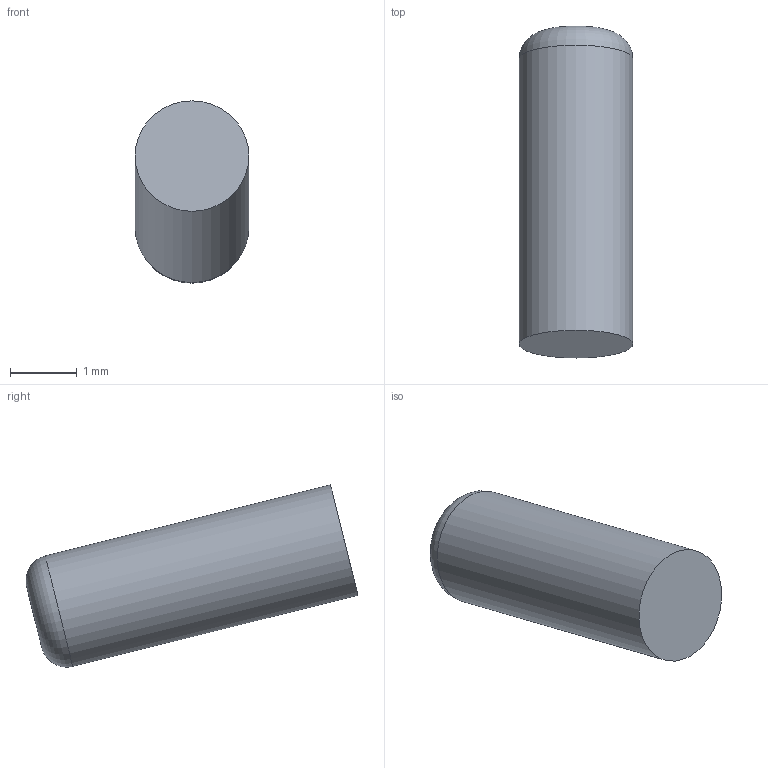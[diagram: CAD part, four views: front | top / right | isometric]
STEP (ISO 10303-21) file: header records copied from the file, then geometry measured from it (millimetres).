
FILE_DESCRIPTION(/* description */ ('G Series - Process Sealed Ultra-Miniature Toggles -actuator-'),/* implementation_level */ '2;1');
FILE_NAME(/* name */ 'G-actuator.ipt.step',/* time_stamp */ '2014-01-01T17:25:09-08:00',/* author */ ('Cadenas PARTsolutions'),/* organization */ ('NKKSWITCHES'),/* preprocessor_version */ 'ST-DEVELOPER v15.2',/* originating_system */ 'Autodesk Inventor 2014',/* authorisation */ '');
FILE_SCHEMA (('AUTOMOTIVE_DESIGN { 1 0 10303 214 3 1 1 }'));
Length unit declared in the file: inch
Products named in the file (1): G-actuator
Bounding box: 1.7 x 4.96 x 2.73 mm (x, y, z)
Volume: 10.7 mm3; surface area: 29.1 mm2
Topology: 1 solids, 1 shells, 4 faces, 5 edges, 3 vertices
Faces by surface type: plane 2, torus 1, cylinder 1
Full cylindrical faces by diameter (mm): 1.702 x1
Entity records: 97 total; most frequent: DIRECTION 16, CARTESIAN_POINT 11, AXIS2_PLACEMENT_3D 8, EDGE_LOOP 6, ORIENTED_EDGE 6, FACE_OUTER_BOUND 4, ADVANCED_FACE 4, CIRCLE 3
